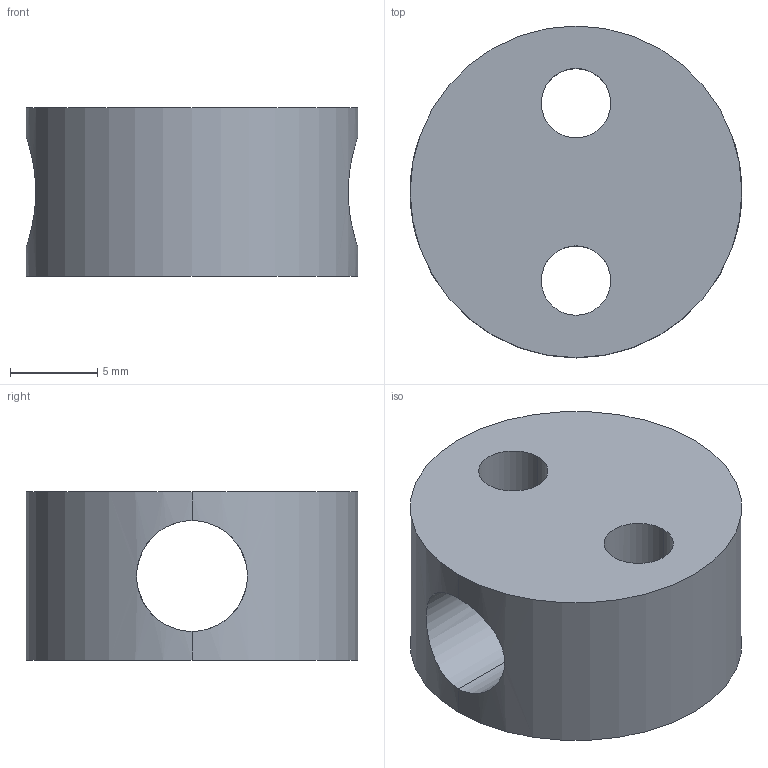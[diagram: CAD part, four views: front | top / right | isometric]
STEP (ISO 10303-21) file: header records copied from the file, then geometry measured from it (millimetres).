
FILE_DESCRIPTION((''),'2;1');
FILE_NAME('DISC__CONTROL_VALVE_2_ASS_Y_SL_','2016-12-07T',('cxl300'),(''),'PRO/ENGINEER BY PARAMETRIC TECHNOLOGY CORPORATION, 2013230','PRO/ENGINEER BY PARAMETRIC TECHNOLOGY CORPORATION, 2013230','');
FILE_SCHEMA(('CONFIG_CONTROL_DESIGN','GEOMETRIC_VALIDATION_PROPERTIES_MIM'));
Length unit declared in the file: millimetre
Products named in the file (1): DISC__CONTROL_VALVE_2_ASS_Y_SL_
Bounding box: 19 x 19 x 9.65 mm (x, y, z)
Volume: 1904.5 mm3; surface area: 1633.3 mm2
Topology: 1 solids, 1 shells, 10 faces, 30 edges, 20 vertices
Faces by surface type: cylinder 8, plane 2
Entity records: 610 total; most frequent: CARTESIAN_POINT 235, ORIENTED_EDGE 60, DIRECTION 54, EDGE_CURVE 30, AXIS2_PLACEMENT_3D 22, VERTEX_POINT 20, EDGE_LOOP 18, CIRCLE 12
